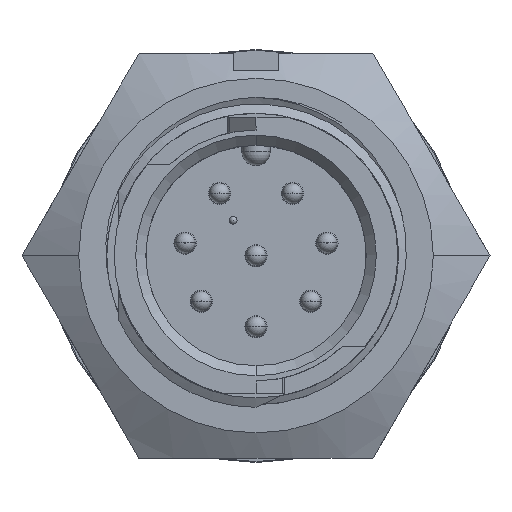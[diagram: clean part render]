
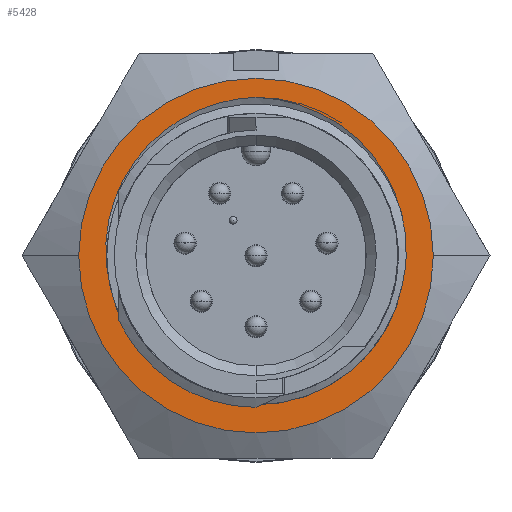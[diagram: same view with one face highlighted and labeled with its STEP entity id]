
A CAD part, top view. The second image highlights one B-rep face of the part: STEP entity #5428.
In plain terms, the highlighted planar face has unit normal (0, 0, 1).
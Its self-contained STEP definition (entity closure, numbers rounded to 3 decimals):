
#527 = CARTESIAN_POINT ( 'NONE',  ( 7.334, -1.47, -5.28 ) ) ;
#755 = PLANE ( 'NONE',  #5585 ) ;
#951 = EDGE_CURVE ( 'NONE', #12406, #10129, #5239, .T. ) ;
#956 = CARTESIAN_POINT ( 'NONE',  ( -7.334, -1.47, -5.28 ) ) ;
#1021 = CARTESIAN_POINT ( 'NONE',  ( -2.248, 7.557, -5.28 ) ) ;
#1696 = CARTESIAN_POINT ( 'NONE',  ( 7.23, 2.457, -5.28 ) ) ;
#1853 = CARTESIAN_POINT ( 'NONE',  ( 0., 7.938, -5.28 ) ) ;
#1937 = CARTESIAN_POINT ( 'NONE',  ( -7.225, 2.475, -5.28 ) ) ;
#2072 = CARTESIAN_POINT ( 'NONE',  ( -6.555, 4.03, -5.28 ) ) ;
#2213 = VERTEX_POINT ( 'NONE', #11204 ) ;
#2554 = CARTESIAN_POINT ( 'NONE',  ( 6.255, 4.516, -5.28 ) ) ;
#2585 = CARTESIAN_POINT ( 'NONE',  ( 0., 0., -5.28 ) ) ;
#2655 = DIRECTION ( 'NONE',  ( 0., 0., -1. ) ) ;
#2679 = CARTESIAN_POINT ( 'NONE',  ( 2.774, 7.36, -5.28 ) ) ;
#2720 = FACE_OUTER_BOUND ( 'NONE', #4659, .T. ) ;
#3046 = CARTESIAN_POINT ( 'NONE',  ( -0.572, 7.92, -5.28 ) ) ;
#3496 = DIRECTION ( 'NONE',  ( -1., 0., 0. ) ) ;
#3766 = CARTESIAN_POINT ( 'NONE',  ( 8.89, 0., -5.28 ) ) ;
#3906 = CARTESIAN_POINT ( 'NONE',  ( 7.334, -1.47, -5.28 ) ) ;
#3907 = CARTESIAN_POINT ( 'NONE',  ( 0., 0., -5.28 ) ) ;
#4009 = CARTESIAN_POINT ( 'NONE',  ( -7.475, 1.358, -5.28 ) ) ;
#4090 = ORIENTED_EDGE ( 'NONE', *, *, #9129, .F. ) ;
#4491 = CARTESIAN_POINT ( 'NONE',  ( 0.286, 7.929, -5.28 ) ) ;
#4608 = VERTEX_POINT ( 'NONE', #3766 ) ;
#4619 = CARTESIAN_POINT ( 'NONE',  ( 0., 7.938, -5.28 ) ) ;
#4659 = EDGE_LOOP ( 'NONE', ( #4090, #4803 ) ) ;
#4747 = CARTESIAN_POINT ( 'NONE',  ( 4.269, 6.536, -5.28 ) ) ;
#4803 = ORIENTED_EDGE ( 'NONE', *, *, #12812, .F. ) ;
#4876 = CIRCLE ( 'NONE', #12169, 7.48 ) ;
#4922 = CARTESIAN_POINT ( 'NONE',  ( -6.251, 4.521, -5.28 ) ) ;
#4987 = CARTESIAN_POINT ( 'NONE',  ( -1.142, 7.839, -5.28 ) ) ;
#5239 = B_SPLINE_CURVE_WITH_KNOTS ( 'NONE', 3,
 ( #956, #11834, #8893, #7839, #5955, #10855, #4009, #1937, #9941, #2072, #4922, #7973, #7907, #10919, #5829, #12868, #1021, #4987, #3046, #10005 ),
 .UNSPECIFIED., .F., .F.,
 ( 4, 2, 2, 2, 2, 2, 2, 2, 2, 4 ),
 ( 0., 0.001, 0.002, 0.003, 0.005, 0.007, 0.009, 0.01, 0.012, 0.014 ),
 .UNSPECIFIED. ) ;
#5275 = CARTESIAN_POINT ( 'NONE',  ( -7.334, -1.47, -5.28 ) ) ;
#5428 = ADVANCED_FACE ( 'NONE', ( #9483, #2720 ), #755, .F. ) ;
#5462 = CARTESIAN_POINT ( 'NONE',  ( 5.55, 5.413, -5.28 ) ) ;
#5529 = CARTESIAN_POINT ( 'NONE',  ( 3.795, 6.845, -5.28 ) ) ;
#5585 = AXIS2_PLACEMENT_3D ( 'NONE', #5762, #2655, #10724 ) ;
#5655 = CARTESIAN_POINT ( 'NONE',  ( 1.136, 7.824, -5.28 ) ) ;
#5762 = CARTESIAN_POINT ( 'NONE',  ( -5.866, -10.16, -5.28 ) ) ;
#5829 = CARTESIAN_POINT ( 'NONE',  ( -3.795, 6.844, -5.28 ) ) ;
#5955 = CARTESIAN_POINT ( 'NONE',  ( -7.534, -0.057, -5.28 ) ) ;
#6335 = EDGE_CURVE ( 'NONE', #12406, #11843, #4876, .T. ) ;
#6461 = ORIENTED_EDGE ( 'NONE', *, *, #6335, .F. ) ;
#6648 = CARTESIAN_POINT ( 'NONE',  ( 0., 0., -5.28 ) ) ;
#6680 = CARTESIAN_POINT ( 'NONE',  ( 7.047, 2.994, -5.28 ) ) ;
#6746 = ORIENTED_EDGE ( 'NONE', *, *, #951, .T. ) ;
#6987 = CIRCLE ( 'NONE', #10134, 8.89 ) ;
#7474 = CARTESIAN_POINT ( 'NONE',  ( 7.537, 0.781, -5.28 ) ) ;
#7724 = CARTESIAN_POINT ( 'NONE',  ( 6.557, 4.028, -5.28 ) ) ;
#7839 = CARTESIAN_POINT ( 'NONE',  ( -7.517, -0.343, -5.28 ) ) ;
#7907 = CARTESIAN_POINT ( 'NONE',  ( -5.156, 5.813, -5.28 ) ) ;
#7973 = CARTESIAN_POINT ( 'NONE',  ( -5.552, 5.41, -5.28 ) ) ;
#8201 = AXIS2_PLACEMENT_3D ( 'NONE', #2585, #10523, #3496 ) ;
#8460 = CARTESIAN_POINT ( 'NONE',  ( 0.57, 7.904, -5.28 ) ) ;
#8585 = CARTESIAN_POINT ( 'NONE',  ( 2.242, 7.558, -5.28 ) ) ;
#8680 = DIRECTION ( 'NONE',  ( 0., 0., 1. ) ) ;
#8713 = CARTESIAN_POINT ( 'NONE',  ( 7.466, -0.913, -5.28 ) ) ;
#8893 = CARTESIAN_POINT ( 'NONE',  ( -7.45, -0.91, -5.28 ) ) ;
#9129 = EDGE_CURVE ( 'NONE', #2213, #4608, #11122, .T. ) ;
#9483 = FACE_BOUND ( 'NONE', #10721, .T. ) ;
#9510 = CARTESIAN_POINT ( 'NONE',  ( 5.145, 5.822, -5.28 ) ) ;
#9941 = CARTESIAN_POINT ( 'NONE',  ( -7.04, 3.009, -5.28 ) ) ;
#10005 = CARTESIAN_POINT ( 'NONE',  ( 0., 7.938, -5.28 ) ) ;
#10129 = VERTEX_POINT ( 'NONE', #1853 ) ;
#10134 = AXIS2_PLACEMENT_3D ( 'NONE', #3907, #12762, #11793 ) ;
#10409 = B_SPLINE_CURVE_WITH_KNOTS ( 'NONE', 3,
 ( #4619, #4491, #8460, #5655, #10619, #8585, #2679, #5529, #4747, #9510, #5462, #2554, #7724, #6680, #1696, #11663, #7474, #12511, #8713, #527 ),
 .UNSPECIFIED., .F., .F.,
 ( 4, 2, 2, 2, 2, 2, 2, 2, 2, 4 ),
 ( 0., 0.001, 0.002, 0.003, 0.005, 0.007, 0.009, 0.01, 0.012, 0.014 ),
 .UNSPECIFIED. ) ;
#10451 = ORIENTED_EDGE ( 'NONE', *, *, #11590, .T. ) ;
#10523 = DIRECTION ( 'NONE',  ( 0., 0., -1. ) ) ;
#10619 = CARTESIAN_POINT ( 'NONE',  ( 1.417, 7.769, -5.28 ) ) ;
#10721 = EDGE_LOOP ( 'NONE', ( #6746, #10451, #6461 ) ) ;
#10724 = DIRECTION ( 'NONE',  ( -1., 0., 0. ) ) ;
#10855 = CARTESIAN_POINT ( 'NONE',  ( -7.536, 0.794, -5.28 ) ) ;
#10919 = CARTESIAN_POINT ( 'NONE',  ( -4.27, 6.536, -5.28 ) ) ;
#11122 = CIRCLE ( 'NONE', #8201, 8.89 ) ;
#11204 = CARTESIAN_POINT ( 'NONE',  ( -8.89, 0., -5.28 ) ) ;
#11590 = EDGE_CURVE ( 'NONE', #10129, #11843, #10409, .T. ) ;
#11663 = CARTESIAN_POINT ( 'NONE',  ( 7.475, 1.355, -5.28 ) ) ;
#11793 = DIRECTION ( 'NONE',  ( -1., 0., 0. ) ) ;
#11834 = CARTESIAN_POINT ( 'NONE',  ( -7.4, -1.192, -5.28 ) ) ;
#11843 = VERTEX_POINT ( 'NONE', #3906 ) ;
#12169 = AXIS2_PLACEMENT_3D ( 'NONE', #6648, #8680, #12666 ) ;
#12406 = VERTEX_POINT ( 'NONE', #5275 ) ;
#12511 = CARTESIAN_POINT ( 'NONE',  ( 7.532, -0.351, -5.28 ) ) ;
#12666 = DIRECTION ( 'NONE',  ( 1., 0., 0. ) ) ;
#12762 = DIRECTION ( 'NONE',  ( 0., 0., -1. ) ) ;
#12812 = EDGE_CURVE ( 'NONE', #4608, #2213, #6987, .T. ) ;
#12868 = CARTESIAN_POINT ( 'NONE',  ( -2.787, 7.354, -5.28 ) ) ;
